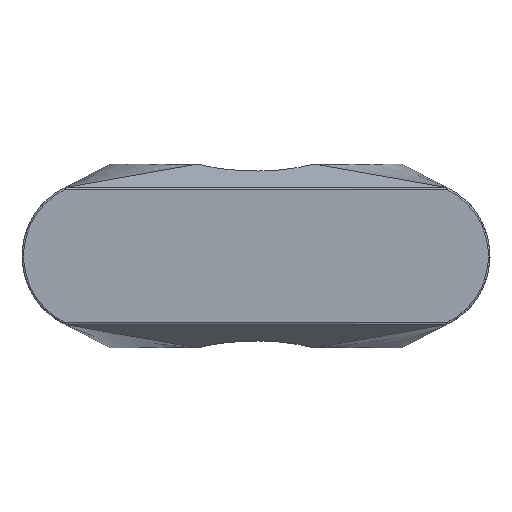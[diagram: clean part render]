
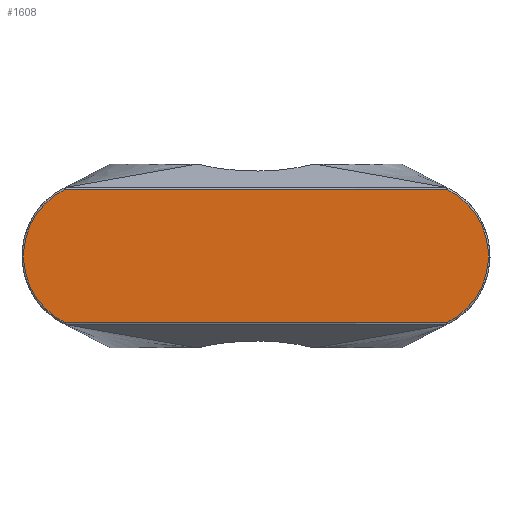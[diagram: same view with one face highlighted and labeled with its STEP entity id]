
A CAD part, front view. The second image highlights one B-rep face of the part: STEP entity #1608.
In plain terms, the highlighted planar face has unit normal (0, -1, 0).
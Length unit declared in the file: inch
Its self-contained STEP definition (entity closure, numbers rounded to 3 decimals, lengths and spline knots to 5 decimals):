
#34 = EDGE_CURVE ( 'NONE', #3306, #3089, #1839, .T. ) ;
#291 = DIRECTION ( 'NONE',  ( 0., 0., -1. ) ) ;
#611 = VECTOR ( 'NONE', #2523, 39.37008 ) ;
#659 = CARTESIAN_POINT ( 'NONE',  ( -1.00949, -0.737, 0. ) ) ;
#769 = CARTESIAN_POINT ( 'NONE',  ( 1.21771, -0.737, -0.4275 ) ) ;
#817 = VERTEX_POINT ( 'NONE', #769 ) ;
#835 = CARTESIAN_POINT ( 'NONE',  ( -1.21771, -0.737, 0.4275 ) ) ;
#903 = AXIS2_PLACEMENT_3D ( 'NONE', #2787, #1653, #1665 ) ;
#947 = EDGE_CURVE ( 'NONE', #817, #2257, #3537, .T. ) ;
#963 = EDGE_LOOP ( 'NONE', ( #1070, #1997, #2319, #3332 ) ) ;
#1070 = ORIENTED_EDGE ( 'NONE', *, *, #947, .T. ) ;
#1248 = PLANE ( 'NONE',  #2357 ) ;
#1372 = CARTESIAN_POINT ( 'NONE',  ( -1.22, -0.737, 0.4275 ) ) ;
#1482 = DIRECTION ( 'NONE',  ( 1., 0., 0. ) ) ;
#1485 = DIRECTION ( 'NONE',  ( 0., 0., -1. ) ) ;
#1608 = ADVANCED_FACE ( 'NONE', ( #2606 ), #1248, .T. ) ;
#1653 = DIRECTION ( 'NONE',  ( 0., -1., 0. ) ) ;
#1665 = DIRECTION ( 'NONE',  ( 0., 0., -1. ) ) ;
#1839 = CIRCLE ( 'NONE', #2441, 0.47551 ) ;
#1900 = EDGE_CURVE ( 'NONE', #2257, #3306, #2879, .T. ) ;
#1957 = DIRECTION ( 'NONE',  ( 0., -1., 0. ) ) ;
#1997 = ORIENTED_EDGE ( 'NONE', *, *, #1900, .T. ) ;
#2052 = DIRECTION ( 'NONE',  ( 0., -1., 0. ) ) ;
#2257 = VERTEX_POINT ( 'NONE', #2774 ) ;
#2319 = ORIENTED_EDGE ( 'NONE', *, *, #34, .T. ) ;
#2357 = AXIS2_PLACEMENT_3D ( 'NONE', #659, #2052, #1485 ) ;
#2441 = AXIS2_PLACEMENT_3D ( 'NONE', #3082, #1957, #291 ) ;
#2523 = DIRECTION ( 'NONE',  ( -1., 0., 0. ) ) ;
#2606 = FACE_OUTER_BOUND ( 'NONE', #963, .T. ) ;
#2714 = LINE ( 'NONE', #2887, #3151 ) ;
#2774 = CARTESIAN_POINT ( 'NONE',  ( 1.21771, -0.737, 0.4275 ) ) ;
#2787 = CARTESIAN_POINT ( 'NONE',  ( 1.00949, -0.737, 0. ) ) ;
#2826 = EDGE_CURVE ( 'NONE', #3089, #817, #2714, .T. ) ;
#2879 = LINE ( 'NONE', #1372, #611 ) ;
#2887 = CARTESIAN_POINT ( 'NONE',  ( 1.22, -0.737, -0.4275 ) ) ;
#3082 = CARTESIAN_POINT ( 'NONE',  ( -1.00949, -0.737, 0. ) ) ;
#3089 = VERTEX_POINT ( 'NONE', #3564 ) ;
#3151 = VECTOR ( 'NONE', #1482, 39.37008 ) ;
#3306 = VERTEX_POINT ( 'NONE', #835 ) ;
#3332 = ORIENTED_EDGE ( 'NONE', *, *, #2826, .T. ) ;
#3537 = CIRCLE ( 'NONE', #903, 0.47551 ) ;
#3564 = CARTESIAN_POINT ( 'NONE',  ( -1.21771, -0.737, -0.4275 ) ) ;
